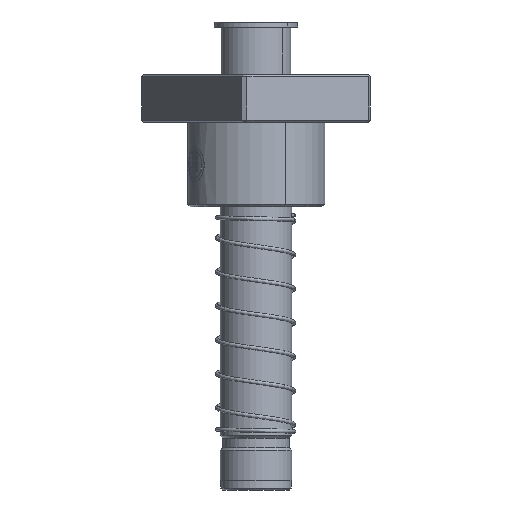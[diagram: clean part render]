
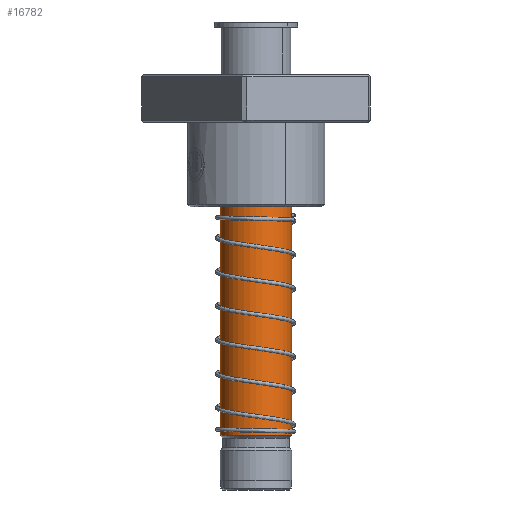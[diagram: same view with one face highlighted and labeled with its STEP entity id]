
A CAD part, front view. The second image highlights one B-rep face of the part: STEP entity #16782.
In plain terms, the highlighted cylindrical face has radius 19 mm (diameter 38 mm), a partial arc.
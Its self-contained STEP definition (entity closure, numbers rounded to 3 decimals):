
#728 = CARTESIAN_POINT ( 'NONE',  ( 0., 0., 217. ) ) ;
#3021 = VERTEX_POINT ( 'NONE', #14187 ) ;
#3800 = AXIS2_PLACEMENT_3D ( 'NONE', #728, #26999, #19437 ) ;
#4800 = CARTESIAN_POINT ( 'NONE',  ( 0., 0., 29. ) ) ;
#6145 = CIRCLE ( 'NONE', #48684, 19. ) ;
#6317 = VERTEX_POINT ( 'NONE', #45374 ) ;
#6466 = FACE_OUTER_BOUND ( 'NONE', #46358, .T. ) ;
#12560 = DIRECTION ( 'NONE',  ( 0., 0., -1. ) ) ;
#12756 = VERTEX_POINT ( 'NONE', #35777 ) ;
#13632 = EDGE_CURVE ( 'NONE', #43033, #6317, #15564, .T. ) ;
#13826 = ORIENTED_EDGE ( 'NONE', *, *, #46052, .F. ) ;
#14187 = CARTESIAN_POINT ( 'NONE',  ( -19., 0., 29. ) ) ;
#15096 = DIRECTION ( 'NONE',  ( 0., 0., -1. ) ) ;
#15564 = LINE ( 'NONE', #37725, #39564 ) ;
#16013 = DIRECTION ( 'NONE',  ( 0., 0., -1. ) ) ;
#16765 = CARTESIAN_POINT ( 'NONE',  ( -19., 0., 220. ) ) ;
#16782 = ADVANCED_FACE ( 'NONE', ( #6466 ), #33406, .T. ) ;
#19437 = DIRECTION ( 'NONE',  ( 1., 0., 0. ) ) ;
#20241 = DIRECTION ( 'NONE',  ( -1., 0., 0. ) ) ;
#20645 = EDGE_CURVE ( 'NONE', #43033, #12756, #24113, .T. ) ;
#21056 = VECTOR ( 'NONE', #39907, 1000. ) ;
#23712 = DIRECTION ( 'NONE',  ( -1., 0., 0. ) ) ;
#24113 = CIRCLE ( 'NONE', #3800, 19. ) ;
#26999 = DIRECTION ( 'NONE',  ( 0., 0., -1. ) ) ;
#29397 = AXIS2_PLACEMENT_3D ( 'NONE', #43853, #12560, #20241 ) ;
#31286 = LINE ( 'NONE', #16765, #21056 ) ;
#33406 = CYLINDRICAL_SURFACE ( 'NONE', #29397, 19. ) ;
#35579 = ORIENTED_EDGE ( 'NONE', *, *, #13632, .F. ) ;
#35777 = CARTESIAN_POINT ( 'NONE',  ( -19., 0., 217. ) ) ;
#36429 = ORIENTED_EDGE ( 'NONE', *, *, #20645, .T. ) ;
#37725 = CARTESIAN_POINT ( 'NONE',  ( 19., 0., 220. ) ) ;
#38396 = CARTESIAN_POINT ( 'NONE',  ( 19., 0., 217. ) ) ;
#39564 = VECTOR ( 'NONE', #15096, 1000. ) ;
#39907 = DIRECTION ( 'NONE',  ( 0., 0., -1. ) ) ;
#41461 = ORIENTED_EDGE ( 'NONE', *, *, #46734, .T. ) ;
#43033 = VERTEX_POINT ( 'NONE', #38396 ) ;
#43853 = CARTESIAN_POINT ( 'NONE',  ( 0., 0., 220. ) ) ;
#45374 = CARTESIAN_POINT ( 'NONE',  ( 19., 0., 29. ) ) ;
#46052 = EDGE_CURVE ( 'NONE', #6317, #3021, #6145, .T. ) ;
#46358 = EDGE_LOOP ( 'NONE', ( #35579, #36429, #41461, #13826 ) ) ;
#46734 = EDGE_CURVE ( 'NONE', #12756, #3021, #31286, .T. ) ;
#48684 = AXIS2_PLACEMENT_3D ( 'NONE', #4800, #16013, #23712 ) ;
